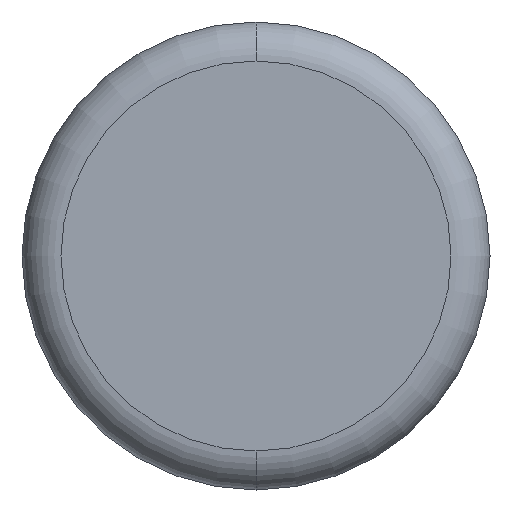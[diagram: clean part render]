
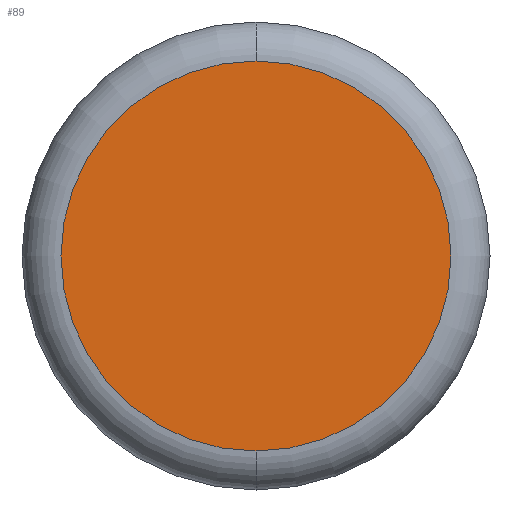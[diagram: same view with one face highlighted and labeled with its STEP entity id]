
A CAD part, front view. The second image highlights one B-rep face of the part: STEP entity #89.
In plain terms, the highlighted planar face has unit normal (0, -1, 0).
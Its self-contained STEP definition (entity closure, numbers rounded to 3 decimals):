
#22 = AXIS2_PLACEMENT_3D ( 'NONE', #198, #143, #258 ) ;
#48 = EDGE_CURVE ( 'NONE', #64, #346, #105, .T. ) ;
#55 = CARTESIAN_POINT ( 'NONE',  ( 0., 0., 5. ) ) ;
#58 = AXIS2_PLACEMENT_3D ( 'NONE', #329, #332, #83 ) ;
#64 = VERTEX_POINT ( 'NONE', #134 ) ;
#76 = DIRECTION ( 'NONE',  ( 0., -1., 0. ) ) ;
#83 = DIRECTION ( 'NONE',  ( 0., 0., -1. ) ) ;
#89 = ADVANCED_FACE ( 'NONE', ( #255 ), #158, .T. ) ;
#105 = CIRCLE ( 'NONE', #145, 5. ) ;
#106 = CARTESIAN_POINT ( 'NONE',  ( 0., 0., 0. ) ) ;
#134 = CARTESIAN_POINT ( 'NONE',  ( 0., 0., -5. ) ) ;
#141 = CIRCLE ( 'NONE', #58, 5. ) ;
#143 = DIRECTION ( 'NONE',  ( 0., -1., 0. ) ) ;
#145 = AXIS2_PLACEMENT_3D ( 'NONE', #106, #76, #302 ) ;
#158 = PLANE ( 'NONE',  #22 ) ;
#174 = ORIENTED_EDGE ( 'NONE', *, *, #348, .T. ) ;
#198 = CARTESIAN_POINT ( 'NONE',  ( 0., 0., 0. ) ) ;
#255 = FACE_OUTER_BOUND ( 'NONE', #288, .T. ) ;
#258 = DIRECTION ( 'NONE',  ( 0., 0., -1. ) ) ;
#264 = ORIENTED_EDGE ( 'NONE', *, *, #48, .T. ) ;
#288 = EDGE_LOOP ( 'NONE', ( #264, #174 ) ) ;
#302 = DIRECTION ( 'NONE',  ( 0., 0., -1. ) ) ;
#329 = CARTESIAN_POINT ( 'NONE',  ( 0., 0., 0. ) ) ;
#332 = DIRECTION ( 'NONE',  ( 0., -1., 0. ) ) ;
#346 = VERTEX_POINT ( 'NONE', #55 ) ;
#348 = EDGE_CURVE ( 'NONE', #346, #64, #141, .T. ) ;
